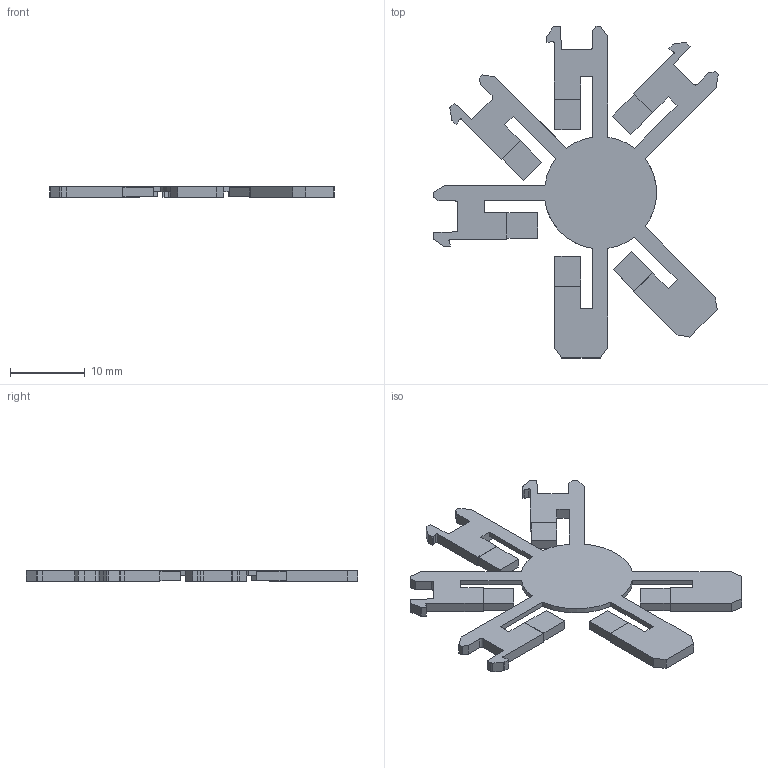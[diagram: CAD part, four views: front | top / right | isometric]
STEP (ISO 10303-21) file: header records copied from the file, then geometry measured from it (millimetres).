
FILE_DESCRIPTION((''),'2;1');
FILE_NAME('09_45_data_3A_coding_keys_set.stp', '2005-12-22T17:00:27',('User'),('SDRC'),'I-DEAS Master Series 9','UNIX', 'Yes');
FILE_SCHEMA(('AUTOMOTIVE_DESIGN { 1 0 10303 214 1 1 1 1 }'));
Length unit declared in the file: millimetre
Products named in the file (1): 09458200000/MB00450066
Bounding box: 38.07 x 44.4 x 1.43 mm (x, y, z)
Volume: 730.3 mm3; surface area: 1786.8 mm2
Topology: 1 solids, 1 shells, 140 faces, 414 edges, 276 vertices
Faces by surface type: bspline 140
Entity records: 4221 total; most frequent: CARTESIAN_POINT 1753, ORIENTED_EDGE 828, EDGE_CURVE 414, QUASI_UNIFORM_CURVE 346, VERTEX_POINT 276, EDGE_LOOP 140, FACE_OUTER_BOUND 140, ADVANCED_FACE 140
